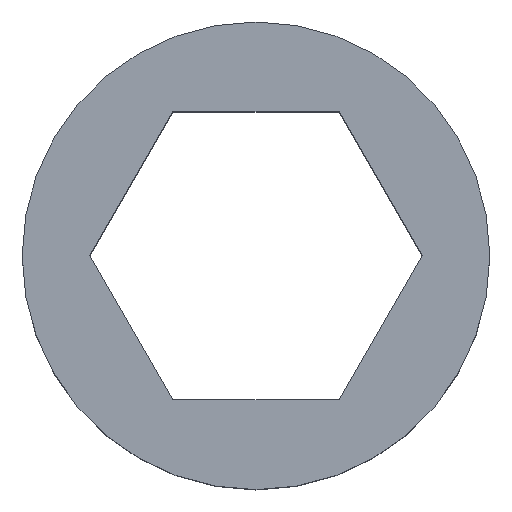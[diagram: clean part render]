
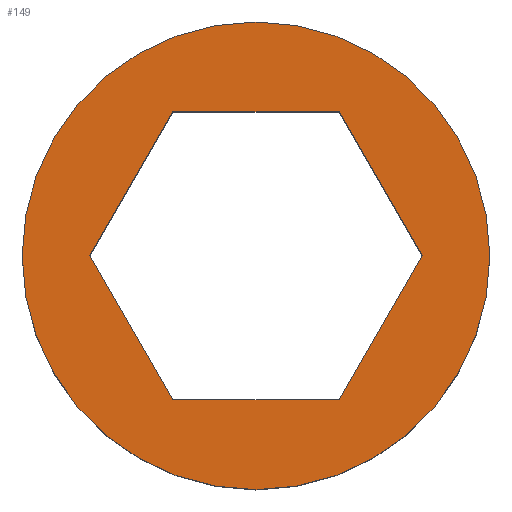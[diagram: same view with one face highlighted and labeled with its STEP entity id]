
A CAD part, top view. The second image highlights one B-rep face of the part: STEP entity #149.
In plain terms, the highlighted planar face has unit normal (0, 0, 1).
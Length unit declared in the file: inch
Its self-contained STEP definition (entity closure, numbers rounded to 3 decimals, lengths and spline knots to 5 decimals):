
#1 = DIRECTION ( 'NONE',  ( 0.5, -0.866, 0. ) ) ;
#5 = CARTESIAN_POINT ( 'NONE',  ( -0.22228, 0., 0.125 ) ) ;
#7 = EDGE_CURVE ( 'NONE', #103, #54, #249, .T. ) ;
#24 = LINE ( 'NONE', #59, #306 ) ;
#29 = LINE ( 'NONE', #38, #193 ) ;
#34 = DIRECTION ( 'NONE',  ( -0.5, 0.866, 0. ) ) ;
#35 = VERTEX_POINT ( 'NONE', #144 ) ;
#38 = CARTESIAN_POINT ( 'NONE',  ( 0.22228, 0., 0.125 ) ) ;
#45 = CARTESIAN_POINT ( 'NONE',  ( -0.11114, 0.1925, 0.125 ) ) ;
#53 = CARTESIAN_POINT ( 'NONE',  ( -0.11114, -0.1925, 0.125 ) ) ;
#54 = VERTEX_POINT ( 'NONE', #5 ) ;
#59 = CARTESIAN_POINT ( 'NONE',  ( 0.11114, -0.1925, 0.125 ) ) ;
#62 = CARTESIAN_POINT ( 'NONE',  ( -0.11114, 0.1925, 0.125 ) ) ;
#71 = EDGE_CURVE ( 'NONE', #82, #257, #29, .T. ) ;
#73 = ORIENTED_EDGE ( 'NONE', *, *, #307, .F. ) ;
#76 = ORIENTED_EDGE ( 'NONE', *, *, #207, .T. ) ;
#80 = ORIENTED_EDGE ( 'NONE', *, *, #297, .T. ) ;
#82 = VERTEX_POINT ( 'NONE', #140 ) ;
#85 = EDGE_CURVE ( 'NONE', #54, #151, #169, .T. ) ;
#89 = ORIENTED_EDGE ( 'NONE', *, *, #85, .F. ) ;
#102 = FACE_OUTER_BOUND ( 'NONE', #134, .T. ) ;
#103 = VERTEX_POINT ( 'NONE', #45 ) ;
#110 = DIRECTION ( 'NONE',  ( 0., 0., 1. ) ) ;
#121 = VECTOR ( 'NONE', #1, 39.37008 ) ;
#134 = EDGE_LOOP ( 'NONE', ( #76, #80 ) ) ;
#138 = CARTESIAN_POINT ( 'NONE',  ( -0.3125, 0., 0.125 ) ) ;
#140 = CARTESIAN_POINT ( 'NONE',  ( 0.22228, 0., 0.125 ) ) ;
#142 = AXIS2_PLACEMENT_3D ( 'NONE', #175, #345, #285 ) ;
#143 = CARTESIAN_POINT ( 'NONE',  ( -0.11114, -0.1925, 0.125 ) ) ;
#144 = CARTESIAN_POINT ( 'NONE',  ( 0.11114, -0.1925, 0.125 ) ) ;
#145 = CARTESIAN_POINT ( 'NONE',  ( 0.11114, 0.1925, 0.125 ) ) ;
#149 = ADVANCED_FACE ( 'NONE', ( #102, #179 ), #312, .T. ) ;
#151 = VERTEX_POINT ( 'NONE', #53 ) ;
#158 = CIRCLE ( 'NONE', #254, 0.3125 ) ;
#169 = LINE ( 'NONE', #241, #121 ) ;
#175 = CARTESIAN_POINT ( 'NONE',  ( 0., 0., 0.125 ) ) ;
#176 = ORIENTED_EDGE ( 'NONE', *, *, #71, .F. ) ;
#179 = FACE_BOUND ( 'NONE', #313, .T. ) ;
#180 = VECTOR ( 'NONE', #226, 39.37008 ) ;
#185 = DIRECTION ( 'NONE',  ( 1., 0., 0. ) ) ;
#189 = DIRECTION ( 'NONE',  ( 1., 0., 0. ) ) ;
#193 = VECTOR ( 'NONE', #34, 39.37008 ) ;
#207 = EDGE_CURVE ( 'NONE', #218, #286, #251, .T. ) ;
#215 = CARTESIAN_POINT ( 'NONE',  ( 0., 0., 0.125 ) ) ;
#218 = VERTEX_POINT ( 'NONE', #138 ) ;
#226 = DIRECTION ( 'NONE',  ( 1., 0., 0. ) ) ;
#229 = ORIENTED_EDGE ( 'NONE', *, *, #252, .F. ) ;
#234 = ORIENTED_EDGE ( 'NONE', *, *, #7, .F. ) ;
#241 = CARTESIAN_POINT ( 'NONE',  ( -0.22228, 0., 0.125 ) ) ;
#242 = DIRECTION ( 'NONE',  ( 0., 0., 1. ) ) ;
#243 = DIRECTION ( 'NONE',  ( -0.5, -0.866, 0. ) ) ;
#244 = CARTESIAN_POINT ( 'NONE',  ( 0.11114, 0.1925, 0.125 ) ) ;
#247 = VECTOR ( 'NONE', #243, 39.37008 ) ;
#249 = LINE ( 'NONE', #62, #247 ) ;
#251 = CIRCLE ( 'NONE', #324, 0.3125 ) ;
#252 = EDGE_CURVE ( 'NONE', #35, #82, #24, .T. ) ;
#254 = AXIS2_PLACEMENT_3D ( 'NONE', #325, #110, #189 ) ;
#257 = VERTEX_POINT ( 'NONE', #244 ) ;
#265 = ORIENTED_EDGE ( 'NONE', *, *, #308, .F. ) ;
#267 = DIRECTION ( 'NONE',  ( 0.5, 0.866, 0. ) ) ;
#279 = DIRECTION ( 'NONE',  ( -1., 0., 0. ) ) ;
#281 = LINE ( 'NONE', #143, #180 ) ;
#285 = DIRECTION ( 'NONE',  ( 1., 0., 0. ) ) ;
#286 = VERTEX_POINT ( 'NONE', #294 ) ;
#294 = CARTESIAN_POINT ( 'NONE',  ( 0.3125, 0., 0.125 ) ) ;
#297 = EDGE_CURVE ( 'NONE', #286, #218, #158, .T. ) ;
#305 = LINE ( 'NONE', #145, #333 ) ;
#306 = VECTOR ( 'NONE', #267, 39.37008 ) ;
#307 = EDGE_CURVE ( 'NONE', #257, #103, #305, .T. ) ;
#308 = EDGE_CURVE ( 'NONE', #151, #35, #281, .T. ) ;
#312 = PLANE ( 'NONE',  #142 ) ;
#313 = EDGE_LOOP ( 'NONE', ( #229, #265, #89, #234, #73, #176 ) ) ;
#324 = AXIS2_PLACEMENT_3D ( 'NONE', #215, #242, #185 ) ;
#325 = CARTESIAN_POINT ( 'NONE',  ( 0., 0., 0.125 ) ) ;
#333 = VECTOR ( 'NONE', #279, 39.37008 ) ;
#345 = DIRECTION ( 'NONE',  ( 0., 0., 1. ) ) ;
